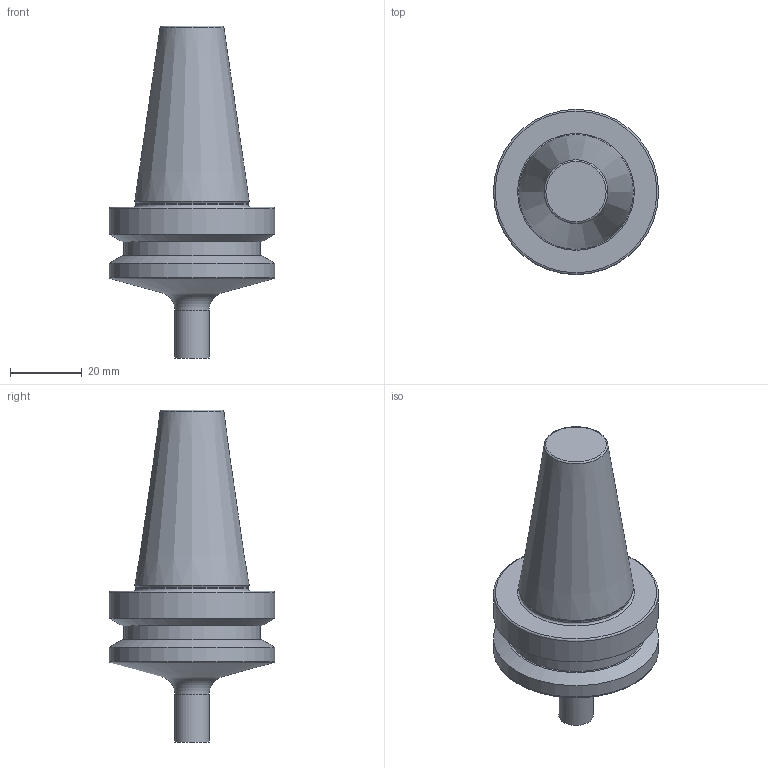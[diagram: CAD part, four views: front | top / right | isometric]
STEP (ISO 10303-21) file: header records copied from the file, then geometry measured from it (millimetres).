
FILE_DESCRIPTION(/* description */ ('3-D model version:1'),/* implementation_level */ '2;1');
FILE_NAME(/* name */ '392.55EH-3010044',/* time_stamp */ '2016-12-02T13:56:14',/* author */ ('InteractiveCad'),/* organization */ ('AB Sandvik Coromant'),/* preprocessor_version */ 'ST-DEVELOPER v11',/* originating_system */ 'SIEMENS UGS NX 6.0',/* authorization */ '');
FILE_SCHEMA(('AUTOMOTIVE_DESIGN'));
Length unit declared in the file: millimetre
Products named in the file (1): 392.55EH_3010044unos_stp
Bounding box: 45.98 x 45.98 x 92.4 mm (x, y, z)
Volume: 60070 mm3; surface area: 10651 mm2
Topology: 1 solids, 1 shells, 20 faces, 34 edges, 19 vertices
Faces by surface type: plane 5, cylinder 5, torus 5, cone 5
Full cylindrical faces by diameter (mm): 9.6 x1, 31.3 x1, 38 x1, 45.98 x2
Entity records: 432 total; most frequent: DIRECTION 86, CARTESIAN_POINT 62, AXIS2_PLACEMENT_3D 43, EDGE_LOOP 38, ORIENTED_EDGE 38, FACE_BOUND 36, ADVANCED_FACE 20, VERTEX_POINT 19
